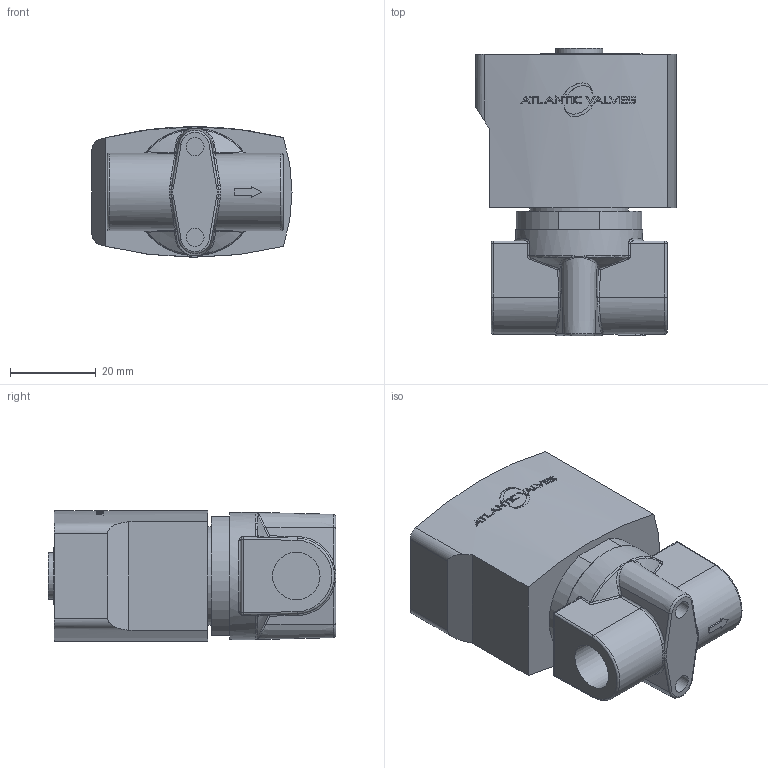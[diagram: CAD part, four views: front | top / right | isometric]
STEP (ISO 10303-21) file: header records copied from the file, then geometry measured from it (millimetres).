
FILE_DESCRIPTION( ( 'STEP AP214' ), '1' );
FILE_NAME( 'RSSM-3-12VDC.stp', '2022-04-03T23:18:54', ( 'License CC BY-ND 4.0' ), ( 'CADENAS' ), ' ', 'PARTsolutions', ' ' );
FILE_SCHEMA( ( 'AUTOMOTIVE_DESIGN { 1 0 10303 214 1 1 1 1 }' ) );
Length unit declared in the file: millimetre
Products named in the file (8): RSSM-3-12VDC; RSSM-3
Assembly tree (7 placements, depth 2):
  RSSM-3-12VDC
    RSSM-3
    RSSM-3
    RSSM-3
    RSSM-3
    RSSM-3
    RSSM-3
    RSSM-3
Bounding box: 46.69 x 67.12 x 30.43 mm (x, y, z)
Volume: 64112.1 mm3; surface area: 17832.7 mm2
Topology: 7 solids, 7 shells, 342 faces, 840 edges, 530 vertices
Faces by surface type: plane 186, cylinder 68, bspline 64, torus 10, sphere 8, cone 6
Full cylindrical faces by diameter (mm): 4.22 x2, 8.636 x1, 10.973 x2, 11.074 x2, 11.227 x1, 23 x1, 29.667 x1
Entity records: 14798 total; most frequent: CARTESIAN_POINT 4205, ORIENTED_EDGE 1640, DIRECTION 1569, EDGE_CURVE 820, AXIS2_PLACEMENT_3D 615, VERTEX_POINT 528, EDGE_LOOP 380, FACE_OUTER_BOUND 352
